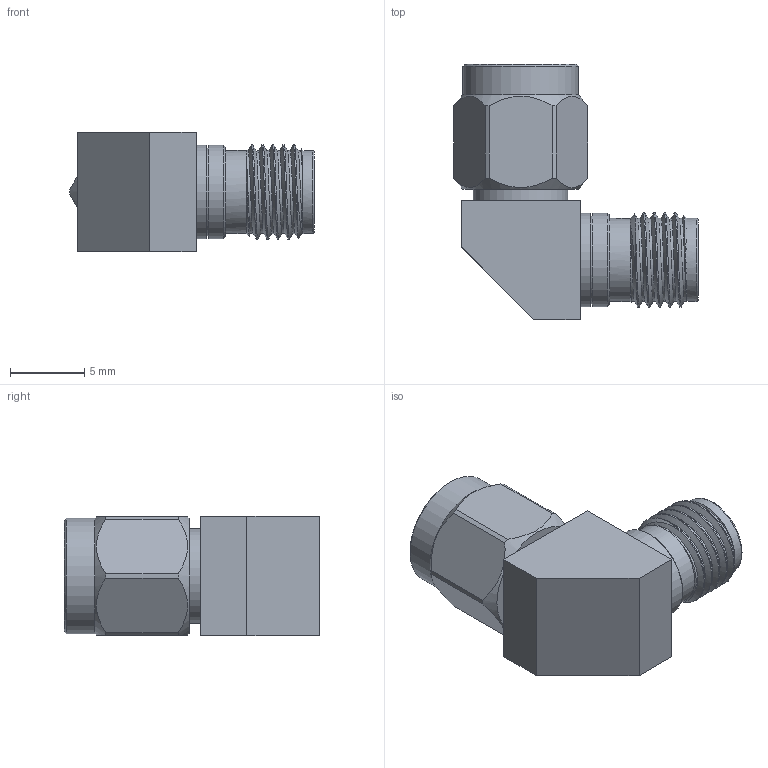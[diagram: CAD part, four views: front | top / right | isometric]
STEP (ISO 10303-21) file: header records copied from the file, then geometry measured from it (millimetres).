
FILE_DESCRIPTION (( 'STEP AP203' ), '1' );
FILE_NAME ('SM3301_3D.STEP', '2020-11-17T22:07:45', ( '' ), ( '' ), 'SwSTEP 2.0', 'SolidWorks 2018', '' );
FILE_SCHEMA (( 'CONFIG_CONTROL_DESIGN' ));
Length unit declared in the file: inch
Products named in the file (1): SM3301_3D
Bounding box: 16.43 x 17.13 x 8 mm (x, y, z)
Volume: 913.2 mm3; surface area: 1095.3 mm2
Topology: 1 solids, 1 shells, 83 faces, 208 edges, 141 vertices
Faces by surface type: plane 35, cylinder 29, cone 11, bspline 7, torus 1
Full cylindrical faces by diameter (mm): 0.94 x2, 1.194 x2, 3.5 x2, 4.445 x1, 4.572 x1, 5.582 x2, 5.883 x1, 6.297 x2, 6.35 x7, 7.762 x1
Entity records: 5427 total; most frequent: CARTESIAN_POINT 3705, ORIENTED_EDGE 338, DIRECTION 303, EDGE_CURVE 169, VERTEX_POINT 132, AXIS2_PLACEMENT_3D 130, EDGE_LOOP 115, FACE_OUTER_BOUND 95
